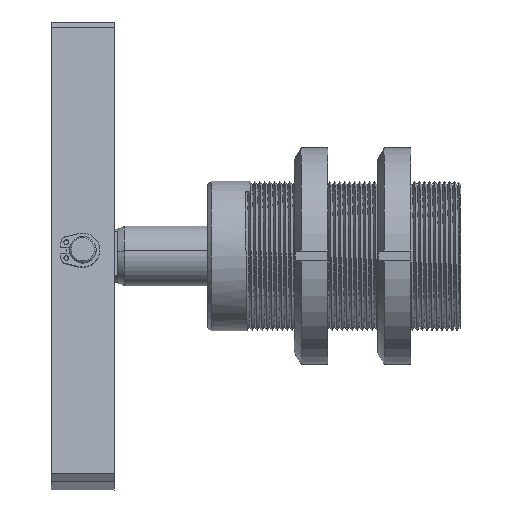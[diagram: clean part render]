
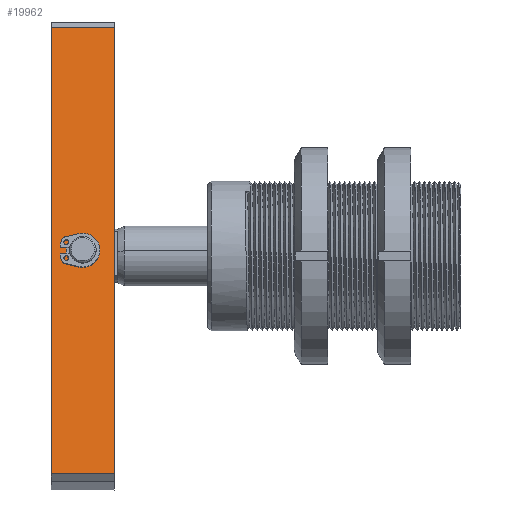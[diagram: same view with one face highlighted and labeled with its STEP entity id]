
A CAD part, left-side view. The second image highlights one B-rep face of the part: STEP entity #19962.
In plain terms, the highlighted face is planar.
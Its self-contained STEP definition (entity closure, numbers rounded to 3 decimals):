
#267 = CARTESIAN_POINT ( 'NONE',  ( -68., 9.5, 9.5 ) ) ;
#3813 = DIRECTION ( 'NONE',  ( 0., 0., 1. ) ) ;
#3985 = CARTESIAN_POINT ( 'NONE',  ( 0., 9.5, 9.5 ) ) ;
#4294 = CARTESIAN_POINT ( 'NONE',  ( 5., 9.5, 9.5 ) ) ;
#5269 = EDGE_CURVE ( 'NONE', #13638, #35153, #44478, .T. ) ;
#5579 = ORIENTED_EDGE ( 'NONE', *, *, #5269, .F. ) ;
#7561 = EDGE_CURVE ( 'NONE', #35153, #13638, #15999, .T. ) ;
#8639 = AXIS2_PLACEMENT_3D ( 'NONE', #3985, #3813, #45538 ) ;
#10237 = VERTEX_POINT ( 'NONE', #30505 ) ;
#10989 = EDGE_LOOP ( 'NONE', ( #35227, #46429, #25904, #44635 ) ) ;
#11145 = VECTOR ( 'NONE', #36898, 1000. ) ;
#11604 = EDGE_CURVE ( 'NONE', #28376, #10237, #40787, .T. ) ;
#12560 = DIRECTION ( 'NONE',  ( 1., 0., 0. ) ) ;
#12688 = ORIENTED_EDGE ( 'NONE', *, *, #7561, .F. ) ;
#13638 = VERTEX_POINT ( 'NONE', #23411 ) ;
#15999 = CIRCLE ( 'NONE', #27991, 5. ) ;
#16553 = DIRECTION ( 'NONE',  ( 0., 0., 1. ) ) ;
#17012 = CARTESIAN_POINT ( 'NONE',  ( 68., 19., 9.5 ) ) ;
#18042 = DIRECTION ( 'NONE',  ( 1., 0., 0. ) ) ;
#18768 = CARTESIAN_POINT ( 'NONE',  ( 68., 9.5, 9.5 ) ) ;
#19891 = FACE_OUTER_BOUND ( 'NONE', #10989, .T. ) ;
#19962 = ADVANCED_FACE ( 'NONE', ( #22853, #19891 ), #31921, .T. ) ;
#22853 = FACE_BOUND ( 'NONE', #46183, .T. ) ;
#23094 = AXIS2_PLACEMENT_3D ( 'NONE', #31755, #16553, #12560 ) ;
#23229 = DIRECTION ( 'NONE',  ( 0., -1., 0. ) ) ;
#23411 = CARTESIAN_POINT ( 'NONE',  ( -5., 9.5, 9.5 ) ) ;
#23809 = CARTESIAN_POINT ( 'NONE',  ( 0., 9.5, 9.5 ) ) ;
#25904 = ORIENTED_EDGE ( 'NONE', *, *, #26419, .T. ) ;
#26146 = CARTESIAN_POINT ( 'NONE',  ( 68., 0., 9.5 ) ) ;
#26419 = EDGE_CURVE ( 'NONE', #42489, #28376, #41678, .T. ) ;
#26939 = DIRECTION ( 'NONE',  ( 1., 0., 0. ) ) ;
#27108 = DIRECTION ( 'NONE',  ( 0., 0., 1. ) ) ;
#27991 = AXIS2_PLACEMENT_3D ( 'NONE', #23809, #27108, #26939 ) ;
#28376 = VERTEX_POINT ( 'NONE', #17012 ) ;
#29438 = CARTESIAN_POINT ( 'NONE',  ( 0., 0., 9.5 ) ) ;
#30505 = CARTESIAN_POINT ( 'NONE',  ( -68., 19., 9.5 ) ) ;
#31755 = CARTESIAN_POINT ( 'NONE',  ( -68., 0., 9.5 ) ) ;
#31921 = PLANE ( 'NONE',  #23094 ) ;
#32731 = CARTESIAN_POINT ( 'NONE',  ( 0., 19., 9.5 ) ) ;
#34262 = LINE ( 'NONE', #267, #43184 ) ;
#34893 = VECTOR ( 'NONE', #18042, 1000. ) ;
#35153 = VERTEX_POINT ( 'NONE', #4294 ) ;
#35227 = ORIENTED_EDGE ( 'NONE', *, *, #41840, .T. ) ;
#36898 = DIRECTION ( 'NONE',  ( -1., 0., 0. ) ) ;
#38528 = VERTEX_POINT ( 'NONE', #41559 ) ;
#38762 = VECTOR ( 'NONE', #48909, 1000. ) ;
#40787 = LINE ( 'NONE', #32731, #11145 ) ;
#41559 = CARTESIAN_POINT ( 'NONE',  ( -68., 0., 9.5 ) ) ;
#41678 = LINE ( 'NONE', #18768, #38762 ) ;
#41840 = EDGE_CURVE ( 'NONE', #10237, #38528, #34262, .T. ) ;
#42471 = EDGE_CURVE ( 'NONE', #38528, #42489, #46730, .T. ) ;
#42489 = VERTEX_POINT ( 'NONE', #26146 ) ;
#43184 = VECTOR ( 'NONE', #23229, 1000. ) ;
#44478 = CIRCLE ( 'NONE', #8639, 5. ) ;
#44635 = ORIENTED_EDGE ( 'NONE', *, *, #11604, .T. ) ;
#45538 = DIRECTION ( 'NONE',  ( 1., 0., 0. ) ) ;
#46183 = EDGE_LOOP ( 'NONE', ( #12688, #5579 ) ) ;
#46429 = ORIENTED_EDGE ( 'NONE', *, *, #42471, .T. ) ;
#46730 = LINE ( 'NONE', #29438, #34893 ) ;
#48909 = DIRECTION ( 'NONE',  ( 0., 1., 0. ) ) ;
